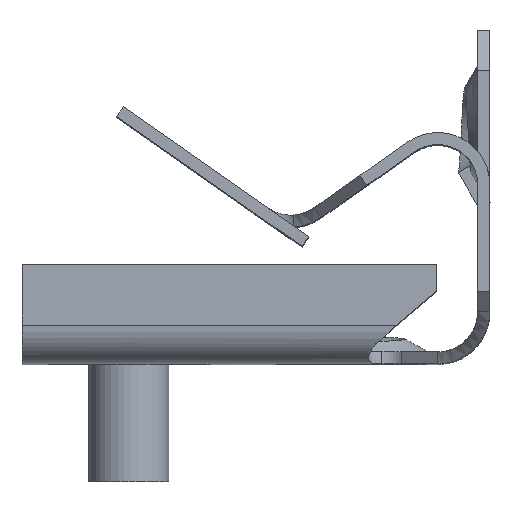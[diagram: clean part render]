
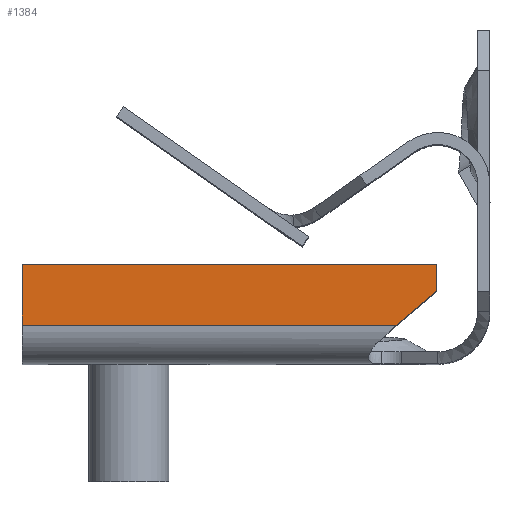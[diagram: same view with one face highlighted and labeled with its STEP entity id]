
A CAD part, top view. The second image highlights one B-rep face of the part: STEP entity #1384.
In plain terms, the highlighted planar face has unit normal (0, 0, 1).
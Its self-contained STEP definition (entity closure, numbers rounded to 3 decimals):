
#118 = LINE ( 'NONE', #6394, #6434 ) ;
#161 = CARTESIAN_POINT ( 'NONE',  ( 27.989, 2., 16.75 ) ) ;
#224 = ORIENTED_EDGE ( 'NONE', *, *, #754, .T. ) ;
#446 = ORIENTED_EDGE ( 'NONE', *, *, #7327, .T. ) ;
#514 = FACE_OUTER_BOUND ( 'NONE', #3910, .T. ) ;
#689 = LINE ( 'NONE', #2335, #5375 ) ;
#754 = EDGE_CURVE ( 'NONE', #4276, #2377, #1366, .T. ) ;
#807 = CARTESIAN_POINT ( 'NONE',  ( 17.927, 2., 16.75 ) ) ;
#1214 = VECTOR ( 'NONE', #4097, 1000. ) ;
#1366 = LINE ( 'NONE', #5497, #2979 ) ;
#1384 = ADVANCED_FACE ( 'NONE', ( #514 ), #7197, .F. ) ;
#1446 = DIRECTION ( 'NONE',  ( -1., 0., 0. ) ) ;
#2072 = VERTEX_POINT ( 'NONE', #4547 ) ;
#2335 = CARTESIAN_POINT ( 'NONE',  ( 31., 6.552, 16.75 ) ) ;
#2336 = DIRECTION ( 'NONE',  ( 0., 0., -1. ) ) ;
#2377 = VERTEX_POINT ( 'NONE', #7417 ) ;
#2851 = LINE ( 'NONE', #7148, #1214 ) ;
#2979 = VECTOR ( 'NONE', #4304, 1000. ) ;
#3361 = VERTEX_POINT ( 'NONE', #4452 ) ;
#3910 = EDGE_LOOP ( 'NONE', ( #6937, #7204, #224, #446, #4649 ) ) ;
#4097 = DIRECTION ( 'NONE',  ( -1., 0., 0. ) ) ;
#4276 = VERTEX_POINT ( 'NONE', #161 ) ;
#4304 = DIRECTION ( 'NONE',  ( 0.763, 0.647, 0. ) ) ;
#4452 = CARTESIAN_POINT ( 'NONE',  ( 0., 6.552, 16.75 ) ) ;
#4547 = CARTESIAN_POINT ( 'NONE',  ( 0., 2., 16.75 ) ) ;
#4585 = DIRECTION ( 'NONE',  ( 0., 1., 0. ) ) ;
#4649 = ORIENTED_EDGE ( 'NONE', *, *, #5923, .T. ) ;
#4910 = LINE ( 'NONE', #807, #6515 ) ;
#5042 = CARTESIAN_POINT ( 'NONE',  ( 31., 6.552, 16.75 ) ) ;
#5375 = VECTOR ( 'NONE', #6584, 1000. ) ;
#5497 = CARTESIAN_POINT ( 'NONE',  ( 13.945, -9.903, 16.75 ) ) ;
#5923 = EDGE_CURVE ( 'NONE', #6996, #3361, #2851, .T. ) ;
#5985 = CARTESIAN_POINT ( 'NONE',  ( 0., 6.552, 16.75 ) ) ;
#6394 = CARTESIAN_POINT ( 'NONE',  ( 0., 6.552, 16.75 ) ) ;
#6434 = VECTOR ( 'NONE', #4585, 1000. ) ;
#6515 = VECTOR ( 'NONE', #1446, 1000. ) ;
#6584 = DIRECTION ( 'NONE',  ( 0., 1., 0. ) ) ;
#6585 = DIRECTION ( 'NONE',  ( 0., 1., 0. ) ) ;
#6705 = AXIS2_PLACEMENT_3D ( 'NONE', #5985, #2336, #6585 ) ;
#6937 = ORIENTED_EDGE ( 'NONE', *, *, #7179, .F. ) ;
#6996 = VERTEX_POINT ( 'NONE', #5042 ) ;
#7040 = EDGE_CURVE ( 'NONE', #4276, #2072, #4910, .T. ) ;
#7148 = CARTESIAN_POINT ( 'NONE',  ( 31.1, 6.552, 16.75 ) ) ;
#7179 = EDGE_CURVE ( 'NONE', #2072, #3361, #118, .T. ) ;
#7197 = PLANE ( 'NONE',  #6705 ) ;
#7204 = ORIENTED_EDGE ( 'NONE', *, *, #7040, .F. ) ;
#7327 = EDGE_CURVE ( 'NONE', #2377, #6996, #689, .T. ) ;
#7417 = CARTESIAN_POINT ( 'NONE',  ( 31., 4.552, 16.75 ) ) ;
